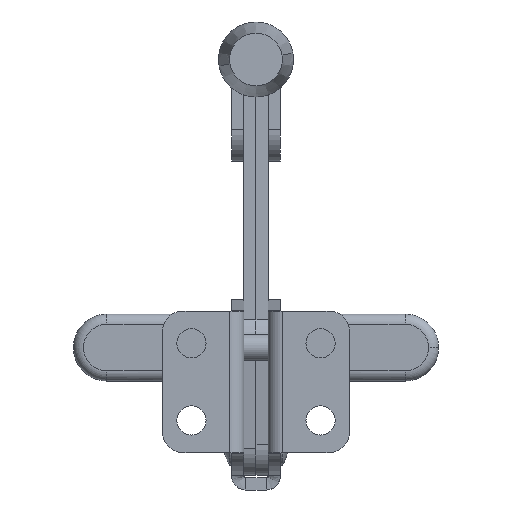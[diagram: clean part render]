
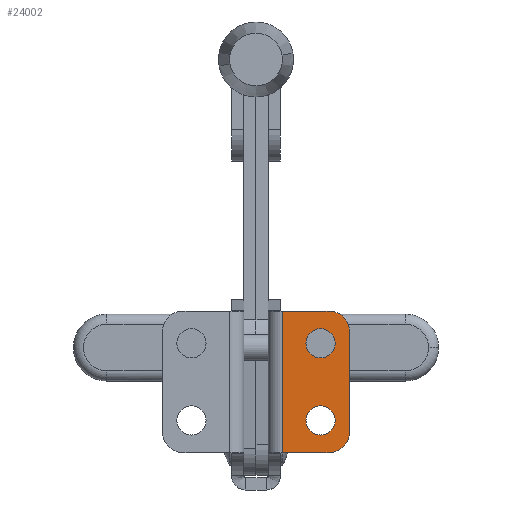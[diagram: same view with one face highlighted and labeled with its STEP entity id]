
A CAD part, front view. The second image highlights one B-rep face of the part: STEP entity #24002.
In plain terms, the highlighted planar face has unit normal (0, -1, 0).
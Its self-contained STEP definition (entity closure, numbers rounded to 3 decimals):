
#701 = DIRECTION ( 'NONE',  ( 0., 1., 0. ) ) ;
#703 = CARTESIAN_POINT ( 'NONE',  ( 18., -3., 36.1 ) ) ;
#704 = PLANE ( 'NONE',  #8550 ) ;
#706 = DIRECTION ( 'NONE',  ( -1., 0., 0. ) ) ;
#4727 = EDGE_LOOP ( 'NONE', ( #22467, #22468, #22469, #22470, #22471, #22472 ) ) ;
#4743 = EDGE_LOOP ( 'NONE', ( #22465, #22466 ) ) ;
#5820 = VERTEX_POINT ( 'NONE', #17902 ) ;
#5842 = VERTEX_POINT ( 'NONE', #17664 ) ;
#5847 = VERTEX_POINT ( 'NONE', #17721 ) ;
#5848 = VERTEX_POINT ( 'NONE', #17982 ) ;
#5851 = VERTEX_POINT ( 'NONE', #17987 ) ;
#5852 = VERTEX_POINT ( 'NONE', #17891 ) ;
#7384 = VECTOR ( 'NONE', #15557, 1000. ) ;
#7390 = LINE ( 'NONE', #15549, #7384 ) ;
#7396 = CIRCLE ( 'NONE', #22676, 5. ) ;
#7418 = LINE ( 'NONE', #15560, #7424 ) ;
#7424 = VECTOR ( 'NONE', #15574, 1000. ) ;
#7442 = CIRCLE ( 'NONE', #22679, 5. ) ;
#7458 = LINE ( 'NONE', #15514, #7468 ) ;
#7462 = CIRCLE ( 'NONE', #22682, 3.6 ) ;
#7466 = CIRCLE ( 'NONE', #22681, 3.6 ) ;
#7468 = VECTOR ( 'NONE', #15499, 1000. ) ;
#7472 = LINE ( 'NONE', #15579, #7480 ) ;
#7480 = VECTOR ( 'NONE', #15630, 1000. ) ;
#7716 = CIRCLE ( 'NONE', #22706, 3.6 ) ;
#7859 = FACE_BOUND ( 'NONE', #9584, .T. ) ;
#7863 = FACE_OUTER_BOUND ( 'NONE', #4727, .T. ) ;
#7871 = FACE_BOUND ( 'NONE', #4743, .T. ) ;
#7902 = CIRCLE ( 'NONE', #22735, 3.6 ) ;
#8015 = EDGE_CURVE ( 'NONE', #5847, #5842, #7390, .T. ) ;
#8018 = EDGE_CURVE ( 'NONE', #5848, #5847, #7396, .T. ) ;
#8024 = EDGE_CURVE ( 'NONE', #5851, #5848, #7418, .T. ) ;
#8031 = EDGE_CURVE ( 'NONE', #11504, #5851, #7442, .T. ) ;
#8036 = EDGE_CURVE ( 'NONE', #5852, #11504, #7458, .T. ) ;
#8037 = EDGE_CURVE ( 'NONE', #11479, #5820, #7466, .T. ) ;
#8038 = EDGE_CURVE ( 'NONE', #11481, #11480, #7462, .T. ) ;
#8040 = EDGE_CURVE ( 'NONE', #5852, #5842, #7472, .T. ) ;
#8120 = EDGE_CURVE ( 'NONE', #5820, #11479, #7716, .T. ) ;
#8181 = EDGE_CURVE ( 'NONE', #11480, #11481, #7902, .T. ) ;
#8550 = AXIS2_PLACEMENT_3D ( 'NONE', #703, #701, #706 ) ;
#9584 = EDGE_LOOP ( 'NONE', ( #22463, #22464 ) ) ;
#11479 = VERTEX_POINT ( 'NONE', #28012 ) ;
#11480 = VERTEX_POINT ( 'NONE', #28013 ) ;
#11481 = VERTEX_POINT ( 'NONE', #28014 ) ;
#11504 = VERTEX_POINT ( 'NONE', #28037 ) ;
#15496 = DIRECTION ( 'NONE',  ( 0., -1., 0. ) ) ;
#15499 = DIRECTION ( 'NONE',  ( 1., 0., 0. ) ) ;
#15508 = CARTESIAN_POINT ( 'NONE',  ( 15.9, -3., 14.15 ) ) ;
#15512 = CARTESIAN_POINT ( 'NONE',  ( 15.9, -3., 33.15 ) ) ;
#15514 = CARTESIAN_POINT ( 'NONE',  ( 18., -3., 6.2 ) ) ;
#15518 = DIRECTION ( 'NONE',  ( 1., 0., 0. ) ) ;
#15520 = DIRECTION ( 'NONE',  ( 0., -1., 0. ) ) ;
#15524 = DIRECTION ( 'NONE',  ( -1., 0., 0. ) ) ;
#15549 = CARTESIAN_POINT ( 'NONE',  ( 6., -3., 41.1 ) ) ;
#15555 = DIRECTION ( 'NONE',  ( 0., -1., 0. ) ) ;
#15557 = DIRECTION ( 'NONE',  ( -1., 0., 0. ) ) ;
#15560 = CARTESIAN_POINT ( 'NONE',  ( 23., -3., 36.1 ) ) ;
#15566 = DIRECTION ( 'NONE',  ( 1., 0., 0. ) ) ;
#15568 = DIRECTION ( 'NONE',  ( 0., -1., 0. ) ) ;
#15574 = DIRECTION ( 'NONE',  ( 0., 0., 1. ) ) ;
#15576 = DIRECTION ( 'NONE',  ( -1., 0., 0. ) ) ;
#15579 = CARTESIAN_POINT ( 'NONE',  ( 6.5, -3., 36.1 ) ) ;
#15584 = CARTESIAN_POINT ( 'NONE',  ( 18., -3., 11.2 ) ) ;
#15630 = DIRECTION ( 'NONE',  ( 0., 0., 1. ) ) ;
#15637 = CARTESIAN_POINT ( 'NONE',  ( 18., -3., 36.1 ) ) ;
#17664 = CARTESIAN_POINT ( 'NONE',  ( 6.5, -3., 41.1 ) ) ;
#17721 = CARTESIAN_POINT ( 'NONE',  ( 18., -3., 41.1 ) ) ;
#17891 = CARTESIAN_POINT ( 'NONE',  ( 6.5, -3., 6.2 ) ) ;
#17902 = CARTESIAN_POINT ( 'NONE',  ( 12.3, -3., 33.15 ) ) ;
#17982 = CARTESIAN_POINT ( 'NONE',  ( 23., -3., 36.1 ) ) ;
#17987 = CARTESIAN_POINT ( 'NONE',  ( 23., -3., 11.2 ) ) ;
#22463 = ORIENTED_EDGE ( 'NONE', *, *, #8181, .F. ) ;
#22464 = ORIENTED_EDGE ( 'NONE', *, *, #8038, .F. ) ;
#22465 = ORIENTED_EDGE ( 'NONE', *, *, #8120, .F. ) ;
#22466 = ORIENTED_EDGE ( 'NONE', *, *, #8037, .F. ) ;
#22467 = ORIENTED_EDGE ( 'NONE', *, *, #8040, .F. ) ;
#22468 = ORIENTED_EDGE ( 'NONE', *, *, #8036, .T. ) ;
#22469 = ORIENTED_EDGE ( 'NONE', *, *, #8031, .T. ) ;
#22470 = ORIENTED_EDGE ( 'NONE', *, *, #8024, .T. ) ;
#22471 = ORIENTED_EDGE ( 'NONE', *, *, #8018, .T. ) ;
#22472 = ORIENTED_EDGE ( 'NONE', *, *, #8015, .T. ) ;
#22676 = AXIS2_PLACEMENT_3D ( 'NONE', #15637, #15568, #15524 ) ;
#22679 = AXIS2_PLACEMENT_3D ( 'NONE', #15584, #15496, #15576 ) ;
#22681 = AXIS2_PLACEMENT_3D ( 'NONE', #15512, #15520, #15566 ) ;
#22682 = AXIS2_PLACEMENT_3D ( 'NONE', #15508, #15555, #15518 ) ;
#22706 = AXIS2_PLACEMENT_3D ( 'NONE', #27477, #27478, #27479 ) ;
#22735 = AXIS2_PLACEMENT_3D ( 'NONE', #27630, #27631, #27632 ) ;
#24002 = ADVANCED_FACE ( 'NONE', ( #7859, #7871, #7863 ), #704, .F. ) ;
#27477 = CARTESIAN_POINT ( 'NONE',  ( 15.9, -3., 33.15 ) ) ;
#27478 = DIRECTION ( 'NONE',  ( 0., -1., 0. ) ) ;
#27479 = DIRECTION ( 'NONE',  ( 1., 0., 0. ) ) ;
#27630 = CARTESIAN_POINT ( 'NONE',  ( 15.9, -3., 14.15 ) ) ;
#27631 = DIRECTION ( 'NONE',  ( 0., -1., 0. ) ) ;
#27632 = DIRECTION ( 'NONE',  ( 1., 0., 0. ) ) ;
#28012 = CARTESIAN_POINT ( 'NONE',  ( 19.5, -3., 33.15 ) ) ;
#28013 = CARTESIAN_POINT ( 'NONE',  ( 12.3, -3., 14.15 ) ) ;
#28014 = CARTESIAN_POINT ( 'NONE',  ( 19.5, -3., 14.15 ) ) ;
#28037 = CARTESIAN_POINT ( 'NONE',  ( 18., -3., 6.2 ) ) ;
